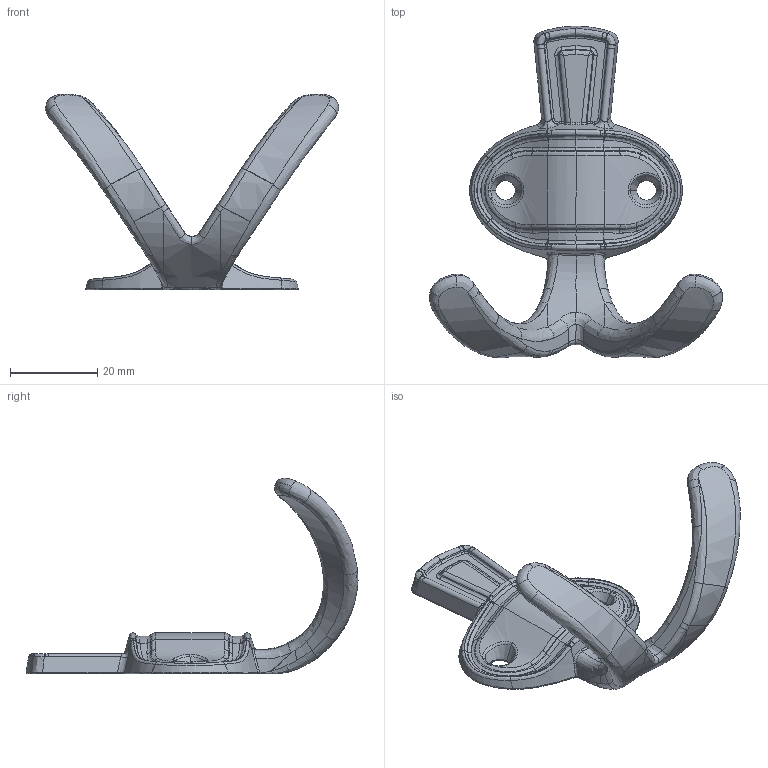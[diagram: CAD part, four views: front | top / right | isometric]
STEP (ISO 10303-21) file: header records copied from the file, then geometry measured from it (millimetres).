
FILE_DESCRIPTION(('Creo Elements/Direct Modeling STEP Export'),'2;1');
FILE_NAME('1097.stp','2018-08-23T14:03:16',(''),(''),'Creo Elements/Direct Modeling STEP processor for AP214 (Solid Model)','Creo Elements/Direct Modeling 20.0 12-Nov-2016 (C) Parametric Technology GmbH','');
FILE_SCHEMA(('AUTOMOTIVE_DESIGN { 1 0 10303 214 1 1 1 1 }'));
Products named in the file (1): 1097
Bounding box: 67.4 x 76.29 x 44.97 mm (x, y, z)
Volume: 11030.8 mm3
Topology: 1 solids, 1 shells, 553 faces, 1308 edges, 749 vertices
Faces by surface type: bspline 493, cylinder 33, plane 23, sphere 4
Entity records: 114779 total; most frequent: CARTESIAN_POINT 104910, ORIENTED_EDGE 2604, EDGE_CURVE 1302, DIRECTION 1052, VERTEX_POINT 749, B_SPLINE_CURVE_WITH_KNOTS 741, EDGE_LOOP 555, FACE_OUTER_BOUND 553
